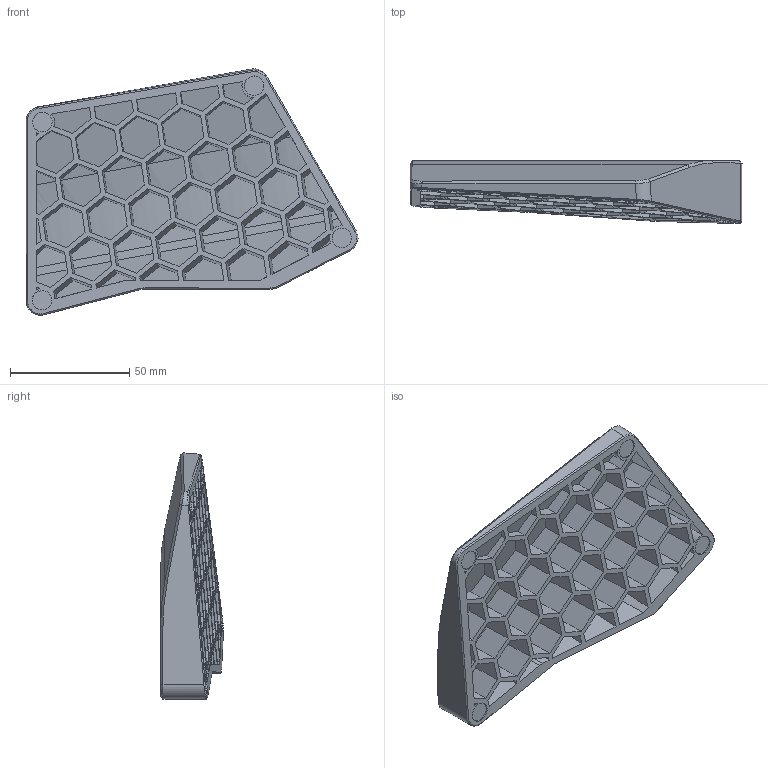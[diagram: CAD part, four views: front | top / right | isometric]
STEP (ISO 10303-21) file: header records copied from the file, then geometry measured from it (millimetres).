
FILE_DESCRIPTION(/* description */ (''),/* implementation_level */ '2;1');
FILE_NAME(/* name */ 'L-Wristrest.step',/* time_stamp */ '2022-10-12T15:58:31+03:00',/* author */ (''),/* organization */ (''),/* preprocessor_version */ 'ST-DEVELOPER v19',/* originating_system */ 'Autodesk Translation Framework v11.7.0.108',/* authorisation */ '');
FILE_SCHEMA (('AUTOMOTIVE_DESIGN { 1 0 10303 214 3 1 1 }'));
Length unit declared in the file: millimetre
Products named in the file (1): Pehmis-Rannetuki-L
Bounding box: 139.44 x 26.37 x 103.45 mm (x, y, z)
Volume: 92484.1 mm3; surface area: 54225.4 mm2
Topology: 1 solids, 1 shells, 387 faces, 979 edges, 643 vertices
Faces by surface type: plane 308, cylinder 45, bspline 34
Full cylindrical faces by diameter (mm): 8.2 x6
Entity records: 12090 total; most frequent: CARTESIAN_POINT 2803, ORIENTED_EDGE 1958, DIRECTION 1766, EDGE_CURVE 979, LINE 762, VECTOR 762, VERTEX_POINT 643, AXIS2_PLACEMENT_3D 502
